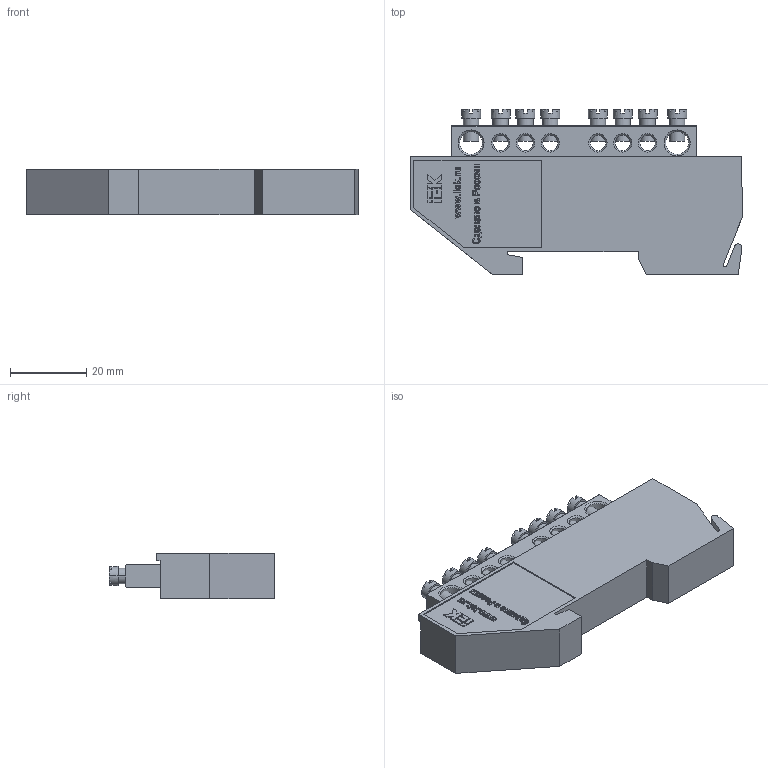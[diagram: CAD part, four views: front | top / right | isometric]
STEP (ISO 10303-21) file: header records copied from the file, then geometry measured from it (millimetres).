
FILE_DESCRIPTION (( 'STEP AP214' ), '1' );
FILE_NAME ('YNN10-69-8D-K05 Øèíà ÐÅ çåìëÿ íà DIN-èçîë ØÍÈ-6õ9-8-Ä-Æ ÈÝÊ.STEP', '2016-08-18T12:54:55', ( 'user' ), ( '' ), 'SwSTEP 2.0', 'SolidWorks 2014', '' );
FILE_SCHEMA (( 'AUTOMOTIVE_DESIGN' ));
Length unit declared in the file: millimetre
Products named in the file (4): Âèíò_Œ4; Øèíà ÂõÍ n-1_6å9 8-1; Èçîëÿòîð DIN æ¸ëòûé_€ƒˆ… 701.001.003; YNN10-69-8D-K05 Øèíà ÐÅ çåìëÿ íà DIN-èçîë ØÍÈ-6õ9-8-Ä-Æ ÈÝÊ
Assembly tree (10 placements, depth 2):
  YNN10-69-8D-K05 Øèíà ÐÅ çåìëÿ íà DIN-èçîë ØÍÈ-6õ9-8-Ä-Æ ÈÝÊ
    Èçîëÿòîð DIN æ¸ëòûé_€ƒˆ… 701.001.003
    Øèíà ÂõÍ n-1_6å9 8-1
    Âèíò_Œ4  x8
Bounding box: 87 x 43.3 x 12 mm (x, y, z)
Volume: 29830.2 mm3; surface area: 11580.8 mm2
Topology: 10 solids, 10 shells, 793 faces, 2123 edges, 1390 vertices
Faces by surface type: plane 524, bspline 108, cone 92, cylinder 69
Entity records: 26083 total; most frequent: CARTESIAN_POINT 9488, ORIENTED_EDGE 2688, DIRECTION 2080, EDGE_CURVE 1344, LINE 950, VECTOR 950, VERTEX_POINT 879, EDGE_LOOP 589
